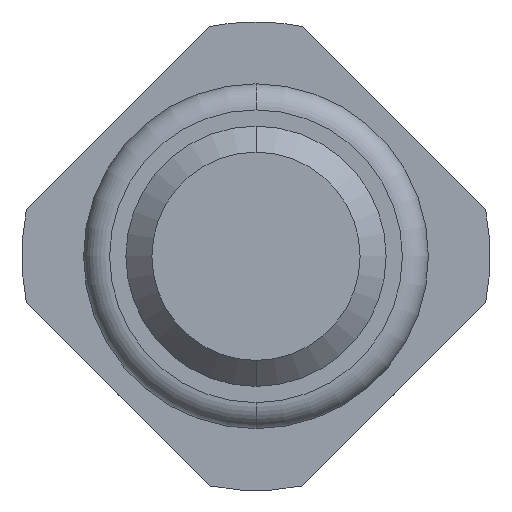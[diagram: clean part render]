
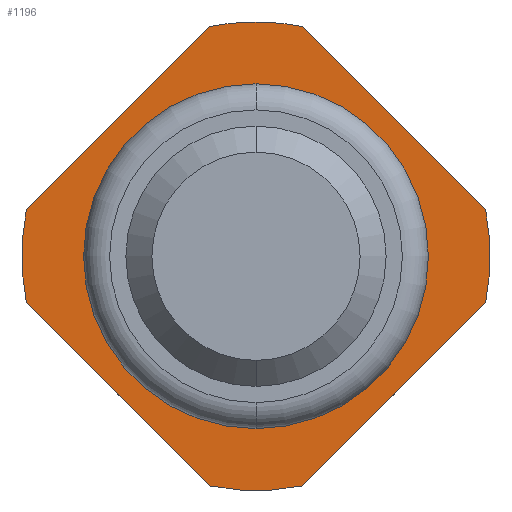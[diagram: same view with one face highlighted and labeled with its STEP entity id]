
A CAD part, front view. The second image highlights one B-rep face of the part: STEP entity #1196.
In plain terms, the highlighted planar face has unit normal (0, -1, 0).
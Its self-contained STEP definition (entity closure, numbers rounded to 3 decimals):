
#142 = VECTOR ( 'NONE', #3245, 1000. ) ;
#175 = DIRECTION ( 'NONE',  ( 0., 1., 0. ) ) ;
#238 = CARTESIAN_POINT ( 'NONE',  ( 0., -2., 0. ) ) ;
#279 = AXIS2_PLACEMENT_3D ( 'NONE', #238, #175, #3628 ) ;
#397 = CARTESIAN_POINT ( 'NONE',  ( -0.357, -2., -1.764 ) ) ;
#460 = VERTEX_POINT ( 'NONE', #1266 ) ;
#569 = CARTESIAN_POINT ( 'NONE',  ( 1.764, -2., 0.357 ) ) ;
#622 = VERTEX_POINT ( 'NONE', #1437 ) ;
#629 = VECTOR ( 'NONE', #1740, 1000. ) ;
#644 = CIRCLE ( 'NONE', #2640, 1.8 ) ;
#739 = EDGE_LOOP ( 'NONE', ( #2141, #5351 ) ) ;
#782 = EDGE_CURVE ( 'Defeature ausgef�hrt3_2+Defeature ausgef�hrt3_0+Defeature ausgef�hrt3_17+Defeature ausgef�hrt3_18', #1706, #2269, #3356, .T. ) ;
#801 = CARTESIAN_POINT ( 'NONE',  ( 0., -2., 0. ) ) ;
#936 = CIRCLE ( 'NONE', #4709, 1.8 ) ;
#943 = CARTESIAN_POINT ( 'NONE',  ( 1.961, -2., -0.161 ) ) ;
#1006 = CIRCLE ( 'NONE', #3100, 1.8 ) ;
#1037 = PLANE ( 'NONE',  #4096 ) ;
#1180 = CARTESIAN_POINT ( 'NONE',  ( -0.161, -2., 1.961 ) ) ;
#1196 = ADVANCED_FACE ( 'Defeature ausgef�hrt3_0', ( #2544, #2806 ), #1037, .F. ) ;
#1198 = CARTESIAN_POINT ( 'NONE',  ( 0., -2., 0. ) ) ;
#1266 = CARTESIAN_POINT ( 'NONE',  ( 0., -2., -1.325 ) ) ;
#1291 = VERTEX_POINT ( 'NONE', #4588 ) ;
#1314 = AXIS2_PLACEMENT_3D ( 'NONE', #1198, #1625, #3906 ) ;
#1317 = LINE ( 'NONE', #1545, #142 ) ;
#1320 = VERTEX_POINT ( 'NONE', #569 ) ;
#1389 = VERTEX_POINT ( 'NONE', #2284 ) ;
#1437 = CARTESIAN_POINT ( 'NONE',  ( 1.764, -2., -0.357 ) ) ;
#1474 = DIRECTION ( 'NONE',  ( 0., 0., 1. ) ) ;
#1507 = ORIENTED_EDGE ( 'NONE', *, *, #1739, .F. ) ;
#1545 = CARTESIAN_POINT ( 'NONE',  ( -0.161, -2., -1.961 ) ) ;
#1548 = DIRECTION ( 'NONE',  ( 0., 1., 0. ) ) ;
#1596 = ORIENTED_EDGE ( 'NONE', *, *, #3070, .F. ) ;
#1625 = DIRECTION ( 'NONE',  ( 0., 1., 0. ) ) ;
#1706 = VERTEX_POINT ( 'NONE', #4782 ) ;
#1739 = EDGE_CURVE ( 'Defeature ausgef�hrt3_3+Defeature ausgef�hrt3_0+Defeature ausgef�hrt3_16+Defeature ausgef�hrt3_17', #1389, #1291, #644, .T. ) ;
#1740 = DIRECTION ( 'NONE',  ( 0.707, 0., -0.707 ) ) ;
#1843 = CARTESIAN_POINT ( 'NONE',  ( 0.357, -2., -1.764 ) ) ;
#1888 = ORIENTED_EDGE ( 'NONE', *, *, #3296, .F. ) ;
#1920 = DIRECTION ( 'NONE',  ( 0., 1., 0. ) ) ;
#2041 = EDGE_CURVE ( 'Defeature ausgef�hrt3_2+Defeature ausgef�hrt3_0+Defeature ausgef�hrt3_17+Defeature ausgef�hrt3_18', #2269, #5244, #3552, .T. ) ;
#2141 = ORIENTED_EDGE ( 'NONE', *, *, #4718, .T. ) ;
#2199 = CIRCLE ( 'NONE', #4992, 1.325 ) ;
#2269 = VERTEX_POINT ( 'NONE', #5222 ) ;
#2284 = CARTESIAN_POINT ( 'NONE',  ( -1.764, -2., -0.357 ) ) ;
#2322 = CARTESIAN_POINT ( 'NONE',  ( 0.357, -2., 1.764 ) ) ;
#2333 = CARTESIAN_POINT ( 'NONE',  ( 0., -2., 0. ) ) ;
#2464 = EDGE_CURVE ( 'Defeature ausgef�hrt3_1+Defeature ausgef�hrt3_0+Defeature ausgef�hrt3_18+Defeature ausgef�hrt3_15', #1320, #622, #936, .T. ) ;
#2466 = DIRECTION ( 'NONE',  ( 0., 1., 0. ) ) ;
#2544 = FACE_BOUND ( 'NONE', #739, .T. ) ;
#2552 = EDGE_CURVE ( 'Defeature ausgef�hrt3_4+Defeature ausgef�hrt3_0+Defeature ausgef�hrt3_15+Defeature ausgef�hrt3_16', #5237, #5539, #1006, .T. ) ;
#2619 = EDGE_CURVE ( 'Defeature ausgef�hrt3_0+Defeature ausgef�hrt3_12+Defeature ausgef�hrt3_12+Defeature ausgef�hrt3_12', #460, #5207, #2199, .T. ) ;
#2640 = AXIS2_PLACEMENT_3D ( 'NONE', #2333, #4010, #4460 ) ;
#2806 = FACE_OUTER_BOUND ( 'NONE', #5394, .T. ) ;
#2949 = CARTESIAN_POINT ( 'NONE',  ( 0., -2., 0. ) ) ;
#3070 = EDGE_CURVE ( 'Defeature ausgef�hrt3_17+Defeature ausgef�hrt3_0+Defeature ausgef�hrt3_3+Defeature ausgef�hrt3_2', #1291, #1706, #4268, .T. ) ;
#3100 = AXIS2_PLACEMENT_3D ( 'NONE', #2949, #2466, #3744 ) ;
#3179 = ORIENTED_EDGE ( 'NONE', *, *, #2464, .F. ) ;
#3191 = DIRECTION ( 'NONE',  ( 0., 1., 0. ) ) ;
#3245 = DIRECTION ( 'NONE',  ( -0.707, 0., 0.707 ) ) ;
#3296 = EDGE_CURVE ( 'Defeature ausgef�hrt3_15+Defeature ausgef�hrt3_0+Defeature ausgef�hrt3_1+Defeature ausgef�hrt3_4', #622, #5237, #4727, .T. ) ;
#3356 = CIRCLE ( 'NONE', #4136, 1.8 ) ;
#3376 = DIRECTION ( 'NONE',  ( 0., 1., 0. ) ) ;
#3521 = CARTESIAN_POINT ( 'NONE',  ( 1.961, -2., 0.161 ) ) ;
#3552 = CIRCLE ( 'NONE', #1314, 1.8 ) ;
#3598 = VECTOR ( 'NONE', #3962, 1000. ) ;
#3628 = DIRECTION ( 'NONE',  ( 0., 0., 1. ) ) ;
#3716 = CARTESIAN_POINT ( 'NONE',  ( 0., -2., 0. ) ) ;
#3744 = DIRECTION ( 'NONE',  ( 0., 0., 1. ) ) ;
#3746 = VECTOR ( 'NONE', #4987, 1000. ) ;
#3801 = DIRECTION ( 'NONE',  ( 0., 0., 1. ) ) ;
#3906 = DIRECTION ( 'NONE',  ( 0., 0., 1. ) ) ;
#3962 = DIRECTION ( 'NONE',  ( -0.707, 0., -0.707 ) ) ;
#3982 = ORIENTED_EDGE ( 'NONE', *, *, #4139, .F. ) ;
#4010 = DIRECTION ( 'NONE',  ( 0., 1., 0. ) ) ;
#4018 = CARTESIAN_POINT ( 'NONE',  ( 1.8, -2., 0. ) ) ;
#4096 = AXIS2_PLACEMENT_3D ( 'NONE', #4018, #3191, #1474 ) ;
#4136 = AXIS2_PLACEMENT_3D ( 'NONE', #4938, #1920, #5296 ) ;
#4139 = EDGE_CURVE ( 'Defeature ausgef�hrt3_16+Defeature ausgef�hrt3_0+Defeature ausgef�hrt3_4+Defeature ausgef�hrt3_3', #5539, #1389, #1317, .T. ) ;
#4268 = LINE ( 'NONE', #1180, #3746 ) ;
#4348 = CIRCLE ( 'NONE', #279, 1.325 ) ;
#4460 = DIRECTION ( 'NONE',  ( 0., 0., 1. ) ) ;
#4571 = EDGE_CURVE ( 'Defeature ausgef�hrt3_18+Defeature ausgef�hrt3_0+Defeature ausgef�hrt3_2+Defeature ausgef�hrt3_1', #5244, #1320, #4905, .T. ) ;
#4588 = CARTESIAN_POINT ( 'NONE',  ( -1.764, -2., 0.357 ) ) ;
#4675 = ORIENTED_EDGE ( 'NONE', *, *, #4571, .F. ) ;
#4709 = AXIS2_PLACEMENT_3D ( 'NONE', #3716, #1548, #4906 ) ;
#4718 = EDGE_CURVE ( 'Defeature ausgef�hrt3_0+Defeature ausgef�hrt3_12+Defeature ausgef�hrt3_12+Defeature ausgef�hrt3_12', #5207, #460, #4348, .T. ) ;
#4727 = LINE ( 'NONE', #943, #3598 ) ;
#4782 = CARTESIAN_POINT ( 'NONE',  ( -0.357, -2., 1.764 ) ) ;
#4905 = LINE ( 'NONE', #3521, #629 ) ;
#4906 = DIRECTION ( 'NONE',  ( 0., 0., 1. ) ) ;
#4938 = CARTESIAN_POINT ( 'NONE',  ( 0., -2., 0. ) ) ;
#4987 = DIRECTION ( 'NONE',  ( 0.707, 0., 0.707 ) ) ;
#4992 = AXIS2_PLACEMENT_3D ( 'NONE', #801, #3376, #3801 ) ;
#5207 = VERTEX_POINT ( 'NONE', #5219 ) ;
#5219 = CARTESIAN_POINT ( 'NONE',  ( 0., -2., 1.325 ) ) ;
#5222 = CARTESIAN_POINT ( 'NONE',  ( 0., -2., 1.8 ) ) ;
#5237 = VERTEX_POINT ( 'NONE', #1843 ) ;
#5244 = VERTEX_POINT ( 'NONE', #2322 ) ;
#5259 = ORIENTED_EDGE ( 'NONE', *, *, #2552, .F. ) ;
#5272 = ORIENTED_EDGE ( 'NONE', *, *, #782, .F. ) ;
#5289 = ORIENTED_EDGE ( 'NONE', *, *, #2041, .F. ) ;
#5296 = DIRECTION ( 'NONE',  ( 0., 0., 1. ) ) ;
#5351 = ORIENTED_EDGE ( 'NONE', *, *, #2619, .T. ) ;
#5394 = EDGE_LOOP ( 'NONE', ( #4675, #5289, #5272, #1596, #1507, #3982, #5259, #1888, #3179 ) ) ;
#5539 = VERTEX_POINT ( 'NONE', #397 ) ;
